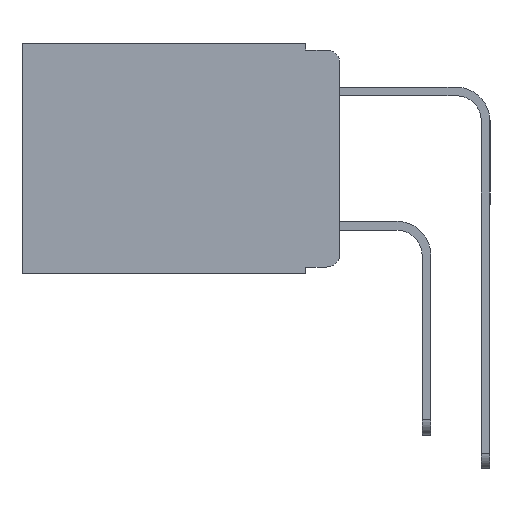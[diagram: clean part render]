
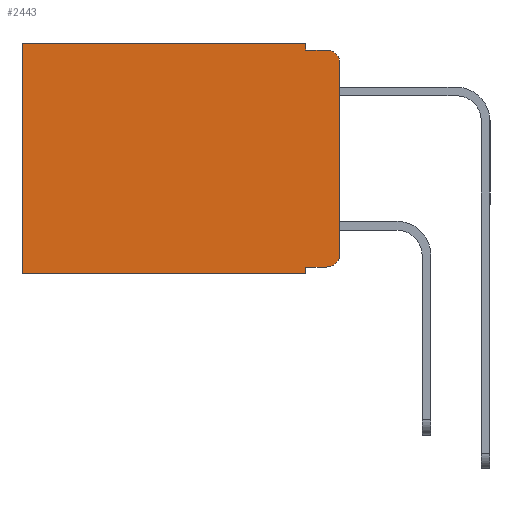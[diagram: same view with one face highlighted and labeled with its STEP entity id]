
A CAD part, left-side view. The second image highlights one B-rep face of the part: STEP entity #2443.
In plain terms, the highlighted planar face has unit normal (-1, 0, 0).
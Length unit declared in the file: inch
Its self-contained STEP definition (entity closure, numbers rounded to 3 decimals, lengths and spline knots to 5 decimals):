
#38 = LINE ( 'NONE', #21660, #12846 ) ;
#282 = ORIENTED_EDGE ( 'NONE', *, *, #6718, .T. ) ;
#457 = EDGE_CURVE ( 'NONE', #18358, #18237, #4511, .T. ) ;
#614 = LINE ( 'NONE', #9491, #4764 ) ;
#1066 = DIRECTION ( 'NONE',  ( 0., 0., -1. ) ) ;
#1095 = CARTESIAN_POINT ( 'NONE',  ( 0.298, 0., 0. ) ) ;
#1173 = EDGE_CURVE ( 'NONE', #12534, #4535, #38, .T. ) ;
#1178 = LINE ( 'NONE', #3029, #9933 ) ;
#1181 = PLANE ( 'NONE',  #18986 ) ;
#1248 = EDGE_CURVE ( 'NONE', #12534, #19171, #20353, .T. ) ;
#1327 = DIRECTION ( 'NONE',  ( 0., -1., 0. ) ) ;
#1723 = VECTOR ( 'NONE', #3521, 39.37008 ) ;
#2316 = LINE ( 'NONE', #11756, #19917 ) ;
#2443 = ADVANCED_FACE ( 'NONE', ( #3144 ), #1181, .F. ) ;
#2751 = ORIENTED_EDGE ( 'NONE', *, *, #18456, .T. ) ;
#2927 = VERTEX_POINT ( 'NONE', #14942 ) ;
#3029 = CARTESIAN_POINT ( 'NONE',  ( 0.298, 0., 0. ) ) ;
#3144 = FACE_OUTER_BOUND ( 'NONE', #12050, .T. ) ;
#3521 = DIRECTION ( 'NONE',  ( 0., 0., -1. ) ) ;
#3776 = CARTESIAN_POINT ( 'NONE',  ( 0.298, 0.051, -0.01 ) ) ;
#3860 = DIRECTION ( 'NONE',  ( -1., 0., 0. ) ) ;
#4511 = LINE ( 'NONE', #21147, #13143 ) ;
#4535 = VERTEX_POINT ( 'NONE', #19899 ) ;
#4701 = VERTEX_POINT ( 'NONE', #8214 ) ;
#4764 = VECTOR ( 'NONE', #17907, 39.37008 ) ;
#4886 = VECTOR ( 'NONE', #8772, 39.37008 ) ;
#5098 = CARTESIAN_POINT ( 'NONE',  ( 0.298, 0.051, 0. ) ) ;
#5123 = DIRECTION ( 'NONE',  ( 0., 0., -1. ) ) ;
#5139 = DIRECTION ( 'NONE',  ( -1., 0., 0. ) ) ;
#5157 = CARTESIAN_POINT ( 'NONE',  ( 0.298, 0.02, -0.313 ) ) ;
#5420 = LINE ( 'NONE', #7068, #4886 ) ;
#5760 = LINE ( 'NONE', #8542, #14334 ) ;
#6391 = ORIENTED_EDGE ( 'NONE', *, *, #12918, .F. ) ;
#6439 = LINE ( 'NONE', #5098, #1723 ) ;
#6718 = EDGE_CURVE ( 'NONE', #4701, #18237, #5760, .T. ) ;
#7068 = CARTESIAN_POINT ( 'NONE',  ( 0.298, 0.051, 0. ) ) ;
#7114 = DIRECTION ( 'NONE',  ( 0., 0., -1. ) ) ;
#7180 = ORIENTED_EDGE ( 'NONE', *, *, #457, .F. ) ;
#8022 = DIRECTION ( 'NONE',  ( 0., 1., 0. ) ) ;
#8214 = CARTESIAN_POINT ( 'NONE',  ( 0.298, 0.473, 0. ) ) ;
#8542 = CARTESIAN_POINT ( 'NONE',  ( 0.298, 0.473, 0. ) ) ;
#8772 = DIRECTION ( 'NONE',  ( 0., 0., -1. ) ) ;
#8941 = DIRECTION ( 'NONE',  ( 0., 0., -1. ) ) ;
#9103 = CIRCLE ( 'NONE', #9186, 0.02 ) ;
#9114 = EDGE_CURVE ( 'NONE', #14812, #4535, #9103, .T. ) ;
#9186 = AXIS2_PLACEMENT_3D ( 'NONE', #5157, #5139, #5123 ) ;
#9293 = EDGE_CURVE ( 'NONE', #2927, #18358, #6439, .T. ) ;
#9491 = CARTESIAN_POINT ( 'NONE',  ( 0.298, 0.051, -0.333 ) ) ;
#9622 = ORIENTED_EDGE ( 'NONE', *, *, #9114, .T. ) ;
#9863 = ORIENTED_EDGE ( 'NONE', *, *, #9293, .F. ) ;
#9933 = VECTOR ( 'NONE', #19993, 39.37008 ) ;
#10366 = ORIENTED_EDGE ( 'NONE', *, *, #18025, .T. ) ;
#11212 = CARTESIAN_POINT ( 'NONE',  ( 0.298, 0., -0.03 ) ) ;
#11756 = CARTESIAN_POINT ( 'NONE',  ( 0.298, 0.051, -0.01 ) ) ;
#12050 = EDGE_LOOP ( 'NONE', ( #21516, #16963, #15198, #6391, #10366, #282, #7180, #9863, #2751, #9622 ) ) ;
#12534 = VERTEX_POINT ( 'NONE', #11212 ) ;
#12846 = VECTOR ( 'NONE', #7114, 39.37008 ) ;
#12918 = EDGE_CURVE ( 'NONE', #17201, #21482, #5420, .T. ) ;
#13143 = VECTOR ( 'NONE', #8022, 39.37008 ) ;
#14286 = CARTESIAN_POINT ( 'NONE',  ( 0.298, 0.051, -0.343 ) ) ;
#14334 = VECTOR ( 'NONE', #8941, 39.37008 ) ;
#14812 = VERTEX_POINT ( 'NONE', #17515 ) ;
#14846 = CARTESIAN_POINT ( 'NONE',  ( 0.298, 0.02, -0.01 ) ) ;
#14942 = CARTESIAN_POINT ( 'NONE',  ( 0.298, 0.051, -0.333 ) ) ;
#15198 = ORIENTED_EDGE ( 'NONE', *, *, #17092, .F. ) ;
#15442 = CARTESIAN_POINT ( 'NONE',  ( 0.298, 0.051, 0. ) ) ;
#16051 = CARTESIAN_POINT ( 'NONE',  ( 0.298, 0.02, -0.03 ) ) ;
#16963 = ORIENTED_EDGE ( 'NONE', *, *, #1248, .T. ) ;
#17092 = EDGE_CURVE ( 'NONE', #21482, #19171, #2316, .T. ) ;
#17201 = VERTEX_POINT ( 'NONE', #15442 ) ;
#17515 = CARTESIAN_POINT ( 'NONE',  ( 0.298, 0.02, -0.333 ) ) ;
#17907 = DIRECTION ( 'NONE',  ( 0., -1., 0. ) ) ;
#18025 = EDGE_CURVE ( 'NONE', #17201, #4701, #1178, .T. ) ;
#18237 = VERTEX_POINT ( 'NONE', #20523 ) ;
#18358 = VERTEX_POINT ( 'NONE', #14286 ) ;
#18456 = EDGE_CURVE ( 'NONE', #2927, #14812, #614, .T. ) ;
#18986 = AXIS2_PLACEMENT_3D ( 'NONE', #1095, #19279, #19212 ) ;
#19171 = VERTEX_POINT ( 'NONE', #14846 ) ;
#19212 = DIRECTION ( 'NONE',  ( 0., 0., -1. ) ) ;
#19279 = DIRECTION ( 'NONE',  ( 1., 0., 0. ) ) ;
#19899 = CARTESIAN_POINT ( 'NONE',  ( 0.298, 0., -0.313 ) ) ;
#19917 = VECTOR ( 'NONE', #1327, 39.37008 ) ;
#19993 = DIRECTION ( 'NONE',  ( 0., 1., 0. ) ) ;
#20353 = CIRCLE ( 'NONE', #21674, 0.02 ) ;
#20523 = CARTESIAN_POINT ( 'NONE',  ( 0.298, 0.473, -0.343 ) ) ;
#21147 = CARTESIAN_POINT ( 'NONE',  ( 0.298, 0., -0.343 ) ) ;
#21482 = VERTEX_POINT ( 'NONE', #3776 ) ;
#21516 = ORIENTED_EDGE ( 'NONE', *, *, #1173, .F. ) ;
#21660 = CARTESIAN_POINT ( 'NONE',  ( 0.298, 0., 0. ) ) ;
#21674 = AXIS2_PLACEMENT_3D ( 'NONE', #16051, #3860, #1066 ) ;
